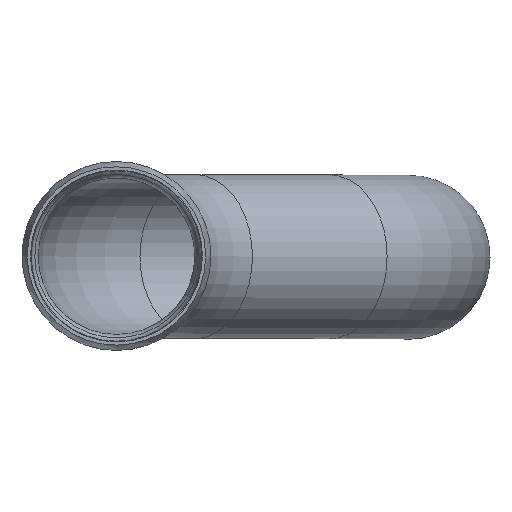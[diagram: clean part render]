
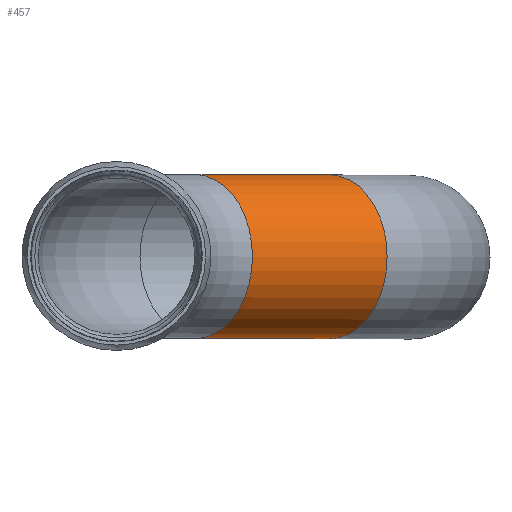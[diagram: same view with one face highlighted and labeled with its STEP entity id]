
A CAD part, top view. The second image highlights one B-rep face of the part: STEP entity #457.
In plain terms, the highlighted cylindrical face has radius 365 mm (diameter 730 mm), a full revolution.
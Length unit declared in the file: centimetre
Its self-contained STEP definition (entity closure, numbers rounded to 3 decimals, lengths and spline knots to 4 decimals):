
#46=FACE_OUTER_BOUND('',#76,.T.);
#76=EDGE_LOOP('',(#336,#337,#338,#339,#340));
#102=LINE('',#793,#115);
#115=VECTOR('',#625,36.5);
#139=CIRCLE('',#504,36.5);
#140=CIRCLE('',#505,36.5);
#141=CIRCLE('',#507,36.5);
#194=VERTEX_POINT('',#786);
#195=VERTEX_POINT('',#788);
#196=VERTEX_POINT('',#792);
#246=EDGE_CURVE('',#194,#195,#139,.T.);
#247=EDGE_CURVE('',#195,#194,#140,.T.);
#248=EDGE_CURVE('',#195,#196,#102,.T.);
#249=EDGE_CURVE('',#196,#196,#141,.T.);
#336=ORIENTED_EDGE('',*,*,#247,.F.);
#337=ORIENTED_EDGE('',*,*,#248,.T.);
#338=ORIENTED_EDGE('',*,*,#249,.T.);
#339=ORIENTED_EDGE('',*,*,#248,.F.);
#340=ORIENTED_EDGE('',*,*,#246,.F.);
#441=CYLINDRICAL_SURFACE('',#506,36.5);
#457=ADVANCED_FACE('',(#46),#441,.T.);
#504=AXIS2_PLACEMENT_3D('',#789,#619,#620);
#505=AXIS2_PLACEMENT_3D('',#790,#621,#622);
#506=AXIS2_PLACEMENT_3D('',#791,#623,#624);
#507=AXIS2_PLACEMENT_3D('',#794,#626,#627);
#619=DIRECTION('center_axis',(-0.712,0.,0.702));
#620=DIRECTION('ref_axis',(0.702,0.,0.712));
#621=DIRECTION('center_axis',(-0.712,0.,0.702));
#622=DIRECTION('ref_axis',(0.702,0.,0.712));
#623=DIRECTION('center_axis',(-0.712,0.,0.702));
#624=DIRECTION('ref_axis',(0.702,0.,0.712));
#625=DIRECTION('',(0.712,0.,-0.702));
#626=DIRECTION('center_axis',(-0.712,0.,0.702));
#627=DIRECTION('ref_axis',(0.702,0.,0.712));
#786=CARTESIAN_POINT('',(-69.3744,0.,242.3259));
#788=CARTESIAN_POINT('',(-120.6315,0.,190.348));
#789=CARTESIAN_POINT('Origin',(-95.003,0.,216.3369));
#790=CARTESIAN_POINT('Origin',(-95.003,0.,216.3369));
#791=CARTESIAN_POINT('Origin',(-34.997,0.,157.1631));
#792=CARTESIAN_POINT('',(-60.6256,0.,131.1741));
#793=CARTESIAN_POINT('',(-60.6256,0.,131.1741));
#794=CARTESIAN_POINT('Origin',(-34.997,0.,157.1631));
